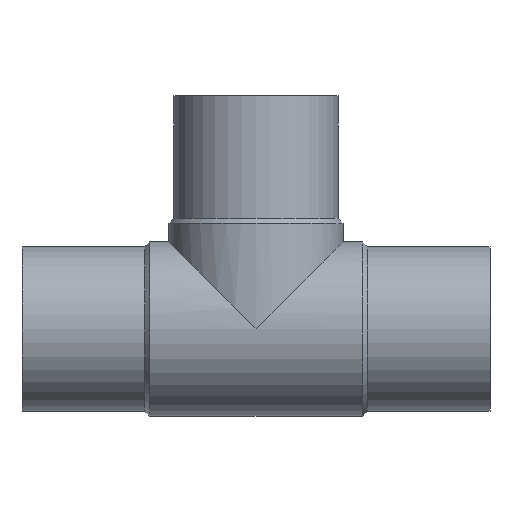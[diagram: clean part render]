
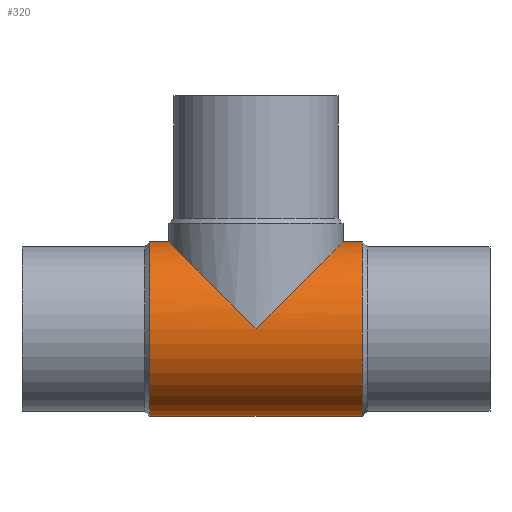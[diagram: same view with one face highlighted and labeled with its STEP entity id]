
A CAD part, top view. The second image highlights one B-rep face of the part: STEP entity #320.
In plain terms, the highlighted cylindrical face has radius 58.3 mm (diameter 116.6 mm), a partial arc.
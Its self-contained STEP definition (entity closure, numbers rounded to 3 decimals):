
#150 = VERTEX_POINT( '', #390 );
#154 = VERTEX_POINT( '', #394 );
#164 = EDGE_CURVE( '', #350, #150, #405, .T. );
#168 = EDGE_CURVE( '', #196, #200, #409, .T. );
#186 = EDGE_CURVE( '', #334, #154, #430, .T. );
#196 = VERTEX_POINT( '', #441 );
#200 = VERTEX_POINT( '', #445 );
#206 = VERTEX_POINT( '', #451 );
#256 = EDGE_CURVE( '', #154, #200, #510, .T. );
#296 = EDGE_CURVE( '', #150, #334, #554, .T. );
#308 = EDGE_CURVE( '', #206, #350, #567, .T. );
#320 = ADVANCED_FACE( '', ( #582 ), #583, .T. );
#334 = VERTEX_POINT( '', #597 );
#350 = VERTEX_POINT( '', #615 );
#356 = EDGE_CURVE( '', #196, #206, #622, .T. );
#390 = CARTESIAN_POINT( '', ( -98.2, 58.3, 0. ) );
#394 = CARTESIAN_POINT( '', ( -214.8, 58.3, 0. ) );
#405 = LINE( '', #672, #673 );
#409 = CIRCLE( '', #679, 58.3 );
#430 = ELLIPSE( '', #705, 82.449, 58.3 );
#441 = CARTESIAN_POINT( '', ( -227.7, -58.3, 0. ) );
#445 = CARTESIAN_POINT( '', ( -227.7, 58.3, 0. ) );
#451 = CARTESIAN_POINT( '', ( -85.3, -58.3, 0. ) );
#510 = LINE( '', #806, #807 );
#554 = ELLIPSE( '', #871, 82.449, 58.3 );
#567 = CIRCLE( '', #888, 58.3 );
#582 = FACE_OUTER_BOUND( '', #905, .T. );
#583 = CYLINDRICAL_SURFACE( '', #906, 58.3 );
#597 = CARTESIAN_POINT( '', ( -156.5, 0., 58.3 ) );
#615 = CARTESIAN_POINT( '', ( -85.3, 58.3, 0. ) );
#622 = LINE( '', #955, #956 );
#672 = CARTESIAN_POINT( '', ( -156.5, 58.3, 0. ) );
#673 = VECTOR( '', #986, 1. );
#679 = AXIS2_PLACEMENT_3D( '', #990, #991, #992 );
#705 = AXIS2_PLACEMENT_3D( '', #1025, #1026, #1027 );
#806 = CARTESIAN_POINT( '', ( -156.5, 58.3, 0. ) );
#807 = VECTOR( '', #1140, 1. );
#871 = AXIS2_PLACEMENT_3D( '', #1189, #1190, #1191 );
#888 = AXIS2_PLACEMENT_3D( '', #1205, #1206, #1207 );
#905 = EDGE_LOOP( '', ( #1232, #1233, #1234, #1235, #1236, #1237, #1238 ) );
#906 = AXIS2_PLACEMENT_3D( '', #1239, #1240, #1241 );
#955 = CARTESIAN_POINT( '', ( -156.5, -58.3, 0. ) );
#956 = VECTOR( '', #1278, 1. );
#986 = DIRECTION( '', ( -1., 0., 0. ) );
#990 = CARTESIAN_POINT( '', ( -227.7, 0., 0. ) );
#991 = DIRECTION( '', ( -1., 0., 0. ) );
#992 = DIRECTION( '', ( 0., 1., 0. ) );
#1025 = CARTESIAN_POINT( '', ( -156.5, 0., 0. ) );
#1026 = DIRECTION( '', ( -0.707, -0.707, 0. ) );
#1027 = DIRECTION( '', ( 0.707, -0.707, 0. ) );
#1140 = DIRECTION( '', ( -1., 0., 0. ) );
#1189 = CARTESIAN_POINT( '', ( -156.5, 0., 0. ) );
#1190 = DIRECTION( '', ( 0.707, -0.707, 0. ) );
#1191 = DIRECTION( '', ( 0.707, 0.707, 0. ) );
#1205 = CARTESIAN_POINT( '', ( -85.3, 0., 0. ) );
#1206 = DIRECTION( '', ( -1., 0., 0. ) );
#1207 = DIRECTION( '', ( 0., 1., 0. ) );
#1232 = ORIENTED_EDGE( '', *, *, #164, .T. );
#1233 = ORIENTED_EDGE( '', *, *, #296, .T. );
#1234 = ORIENTED_EDGE( '', *, *, #186, .T. );
#1235 = ORIENTED_EDGE( '', *, *, #256, .T. );
#1236 = ORIENTED_EDGE( '', *, *, #168, .F. );
#1237 = ORIENTED_EDGE( '', *, *, #356, .T. );
#1238 = ORIENTED_EDGE( '', *, *, #308, .T. );
#1239 = CARTESIAN_POINT( '', ( -156.5, 0., 0. ) );
#1240 = DIRECTION( '', ( 1., 0., 0. ) );
#1241 = DIRECTION( '', ( 0., 1., 0. ) );
#1278 = DIRECTION( '', ( 1., 0., 0. ) );
